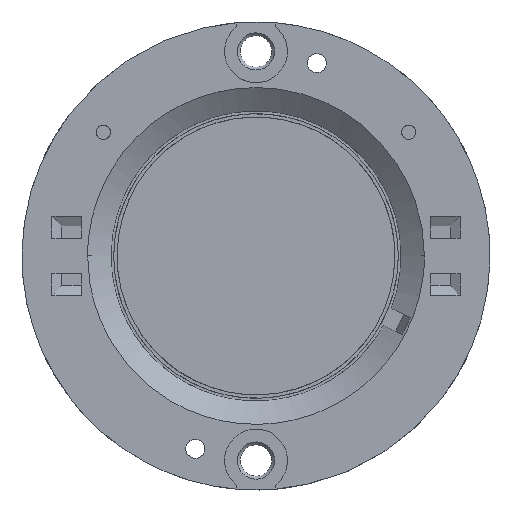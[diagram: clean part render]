
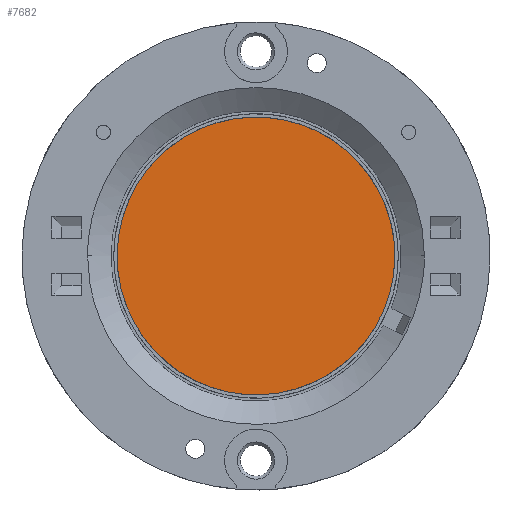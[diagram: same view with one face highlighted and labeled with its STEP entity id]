
A CAD part, top view. The second image highlights one B-rep face of the part: STEP entity #7682.
In plain terms, the highlighted planar face has unit normal (0, 0, 1).
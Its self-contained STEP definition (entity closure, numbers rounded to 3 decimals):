
#252 = EDGE_LOOP ( 'NONE', ( #7486, #7739 ) ) ;
#815 = EDGE_CURVE ( 'NONE', #4107, #6428, #3834, .T. ) ;
#1019 = CARTESIAN_POINT ( 'NONE',  ( -14.6, 1.911, 1.54 ) ) ;
#1038 = CARTESIAN_POINT ( 'NONE',  ( -14.6, 0., 1.54 ) ) ;
#1135 = CARTESIAN_POINT ( 'NONE',  ( -14.22, 3.822, 1.54 ) ) ;
#1710 = CARTESIAN_POINT ( 'NONE',  ( 11.675, 8.972, 1.54 ) ) ;
#1731 = CARTESIAN_POINT ( 'NONE',  ( 12.757, 7.353, 1.54 ) ) ;
#1746 = CARTESIAN_POINT ( 'NONE',  ( 14.22, 3.822, 1.54 ) ) ;
#1770 = CARTESIAN_POINT ( 'NONE',  ( 14.6, 0., 1.54 ) ) ;
#1937 = CARTESIAN_POINT ( 'NONE',  ( -14.6, 0., 1.54 ) ) ;
#2349 = CARTESIAN_POINT ( 'NONE',  ( -12.757, 7.353, 1.54 ) ) ;
#3514 = CARTESIAN_POINT ( 'NONE',  ( -7.353, 12.757, 1.54 ) ) ;
#3541 = CARTESIAN_POINT ( 'NONE',  ( -1.911, 14.6, 1.54 ) ) ;
#3549 = CARTESIAN_POINT ( 'NONE',  ( -3.822, 14.22, 1.54 ) ) ;
#3557 = CARTESIAN_POINT ( 'NONE',  ( 7.353, 12.757, 1.54 ) ) ;
#3597 = DIRECTION ( 'NONE',  ( 0., 0., 1. ) ) ;
#3598 = EDGE_CURVE ( 'NONE', #6428, #4107, #4255, .T. ) ;
#3794 = CARTESIAN_POINT ( 'NONE',  ( -8.972, 11.675, 1.54 ) ) ;
#3819 = CARTESIAN_POINT ( 'NONE',  ( 1.911, 14.6, 1.54 ) ) ;
#3834 = B_SPLINE_CURVE_WITH_KNOTS ( 'NONE', 3,
 ( #1038, #1019, #1135, #2349, #4147, #3794, #3514, #3549, #3541, #3819, #3857, #3557, #3836, #1710, #1731, #1746, #4026, #1770 ),
 .UNSPECIFIED., .F., .F.,
 ( 4, 2, 2, 2, 2, 2, 2, 2, 4 ),
 ( 0., 0.125, 0.25, 0.375, 0.5, 0.625, 0.75, 0.875, 1. ),
 .UNSPECIFIED. ) ;
#3836 = CARTESIAN_POINT ( 'NONE',  ( 8.972, 11.675, 1.54 ) ) ;
#3857 = CARTESIAN_POINT ( 'NONE',  ( 3.822, 14.22, 1.54 ) ) ;
#4026 = CARTESIAN_POINT ( 'NONE',  ( 14.6, 1.911, 1.54 ) ) ;
#4107 = VERTEX_POINT ( 'NONE', #1937 ) ;
#4147 = CARTESIAN_POINT ( 'NONE',  ( -11.675, 8.972, 1.54 ) ) ;
#4255 = B_SPLINE_CURVE_WITH_KNOTS ( 'NONE', 3,
 ( #8963, #8843, #8203, #8172, #8142, #7795, #7767, #7734, #7643, #7612, #7553, #7515, #7487, #7457, #7126, #7092, #7051, #7023 ),
 .UNSPECIFIED., .F., .F.,
 ( 4, 2, 2, 2, 2, 2, 2, 2, 4 ),
 ( 0., 0.125, 0.25, 0.375, 0.5, 0.625, 0.75, 0.875, 1. ),
 .UNSPECIFIED. ) ;
#5808 = AXIS2_PLACEMENT_3D ( 'NONE', #8018, #3597, #8717 ) ;
#6428 = VERTEX_POINT ( 'NONE', #7648 ) ;
#7023 = CARTESIAN_POINT ( 'NONE',  ( -14.6, 0., 1.54 ) ) ;
#7051 = CARTESIAN_POINT ( 'NONE',  ( -14.6, -1.911, 1.54 ) ) ;
#7092 = CARTESIAN_POINT ( 'NONE',  ( -14.22, -3.822, 1.54 ) ) ;
#7126 = CARTESIAN_POINT ( 'NONE',  ( -12.757, -7.353, 1.54 ) ) ;
#7457 = CARTESIAN_POINT ( 'NONE',  ( -11.675, -8.972, 1.54 ) ) ;
#7486 = ORIENTED_EDGE ( 'NONE', *, *, #815, .F. ) ;
#7487 = CARTESIAN_POINT ( 'NONE',  ( -8.972, -11.675, 1.54 ) ) ;
#7515 = CARTESIAN_POINT ( 'NONE',  ( -7.353, -12.757, 1.54 ) ) ;
#7553 = CARTESIAN_POINT ( 'NONE',  ( -3.822, -14.22, 1.54 ) ) ;
#7612 = CARTESIAN_POINT ( 'NONE',  ( -1.911, -14.6, 1.54 ) ) ;
#7643 = CARTESIAN_POINT ( 'NONE',  ( 1.911, -14.6, 1.54 ) ) ;
#7648 = CARTESIAN_POINT ( 'NONE',  ( 14.6, 0., 1.54 ) ) ;
#7682 = ADVANCED_FACE ( 'NONE', ( #8620 ), #9382, .T. ) ;
#7734 = CARTESIAN_POINT ( 'NONE',  ( 3.822, -14.22, 1.54 ) ) ;
#7739 = ORIENTED_EDGE ( 'NONE', *, *, #3598, .F. ) ;
#7767 = CARTESIAN_POINT ( 'NONE',  ( 7.353, -12.757, 1.54 ) ) ;
#7795 = CARTESIAN_POINT ( 'NONE',  ( 8.972, -11.675, 1.54 ) ) ;
#8018 = CARTESIAN_POINT ( 'NONE',  ( 14.6, -15.033, 1.54 ) ) ;
#8142 = CARTESIAN_POINT ( 'NONE',  ( 11.675, -8.972, 1.54 ) ) ;
#8172 = CARTESIAN_POINT ( 'NONE',  ( 12.757, -7.353, 1.54 ) ) ;
#8203 = CARTESIAN_POINT ( 'NONE',  ( 14.22, -3.822, 1.54 ) ) ;
#8620 = FACE_OUTER_BOUND ( 'NONE', #252, .T. ) ;
#8717 = DIRECTION ( 'NONE',  ( 0., 1., 0. ) ) ;
#8843 = CARTESIAN_POINT ( 'NONE',  ( 14.6, -1.911, 1.54 ) ) ;
#8963 = CARTESIAN_POINT ( 'NONE',  ( 14.6, 0., 1.54 ) ) ;
#9382 = PLANE ( 'NONE',  #5808 ) ;
